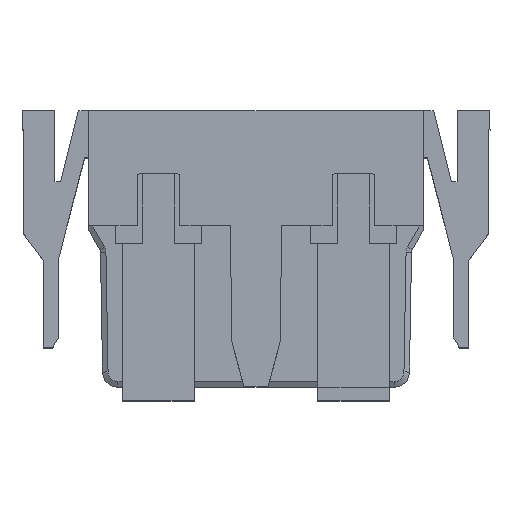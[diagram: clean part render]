
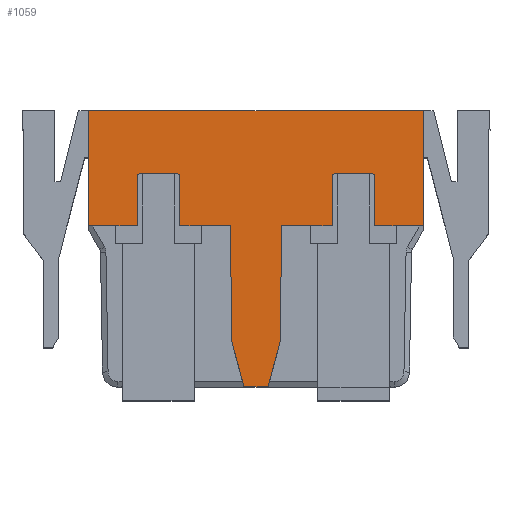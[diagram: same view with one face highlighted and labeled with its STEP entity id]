
A CAD part, top view. The second image highlights one B-rep face of the part: STEP entity #1059.
In plain terms, the highlighted planar face has unit normal (0, 0, 1).
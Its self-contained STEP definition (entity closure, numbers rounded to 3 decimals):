
#874=AXIS2_PLACEMENT_3D('Circle Axis2P3D',#872,#873,$) ;
#888=AXIS2_PLACEMENT_3D('Plane Axis2P3D',#885,#886,#887) ;
#929=AXIS2_PLACEMENT_3D('Circle Axis2P3D',#927,#928,$) ;
#943=AXIS2_PLACEMENT_3D('Circle Axis2P3D',#941,#942,$) ;
#1018=AXIS2_PLACEMENT_3D('Circle Axis2P3D',#1016,#1017,$) ;
#325=CARTESIAN_POINT('Vertex',(10.55,5.25,14.35)) ;
#328=CARTESIAN_POINT('Line Origine',(8.9,5.25,14.35)) ;
#332=CARTESIAN_POINT('Vertex',(7.25,5.25,14.35)) ;
#512=CARTESIAN_POINT('Vertex',(1.1,-14.2,14.35)) ;
#515=CARTESIAN_POINT('Line Origine',(0.,-14.2,14.35)) ;
#519=CARTESIAN_POINT('Vertex',(-1.1,-14.2,14.35)) ;
#869=CARTESIAN_POINT('Vertex',(10.85,4.95,14.35)) ;
#872=CARTESIAN_POINT('Axis2P3D Location',(10.55,4.95,14.35)) ;
#885=CARTESIAN_POINT('Axis2P3D Location',(0.,0.,14.35)) ;
#890=CARTESIAN_POINT('Line Origine',(15.25,5.75,14.35)) ;
#894=CARTESIAN_POINT('Vertex',(15.25,11.,14.35)) ;
#896=CARTESIAN_POINT('Vertex',(15.25,0.5,14.35)) ;
#899=CARTESIAN_POINT('Line Origine',(0.,11.,14.35)) ;
#903=CARTESIAN_POINT('Vertex',(-15.25,11.,14.35)) ;
#906=CARTESIAN_POINT('Line Origine',(-15.25,5.75,14.35)) ;
#910=CARTESIAN_POINT('Vertex',(-15.25,0.5,14.35)) ;
#913=CARTESIAN_POINT('Line Origine',(-13.05,0.5,14.35)) ;
#917=CARTESIAN_POINT('Vertex',(-10.85,0.5,14.35)) ;
#920=CARTESIAN_POINT('Line Origine',(-10.85,2.725,14.35)) ;
#924=CARTESIAN_POINT('Vertex',(-10.85,4.95,14.35)) ;
#927=CARTESIAN_POINT('Axis2P3D Location',(-10.55,4.95,14.35)) ;
#931=CARTESIAN_POINT('Vertex',(-10.55,5.25,14.35)) ;
#934=CARTESIAN_POINT('Line Origine',(-8.9,5.25,14.35)) ;
#938=CARTESIAN_POINT('Vertex',(-7.25,5.25,14.35)) ;
#941=CARTESIAN_POINT('Axis2P3D Location',(-7.25,4.95,14.35)) ;
#945=CARTESIAN_POINT('Vertex',(-6.95,4.95,14.35)) ;
#948=CARTESIAN_POINT('Line Origine',(-6.95,2.725,14.35)) ;
#952=CARTESIAN_POINT('Vertex',(-6.95,0.5,14.35)) ;
#955=CARTESIAN_POINT('Line Origine',(-4.675,0.5,14.35)) ;
#959=CARTESIAN_POINT('Vertex',(-2.4,0.5,14.35)) ;
#962=CARTESIAN_POINT('Line Origine',(-2.361,0.5,14.35)) ;
#966=CARTESIAN_POINT('Vertex',(-2.321,0.5,14.35)) ;
#969=CARTESIAN_POINT('Line Origine',(-2.276,-4.741,14.35)) ;
#973=CARTESIAN_POINT('Vertex',(-2.23,-9.983,14.35)) ;
#976=CARTESIAN_POINT('Line Origine',(-1.665,-12.091,14.35)) ;
#981=CARTESIAN_POINT('Line Origine',(1.665,-12.091,14.35)) ;
#985=CARTESIAN_POINT('Vertex',(2.23,-9.983,14.35)) ;
#988=CARTESIAN_POINT('Line Origine',(2.276,-4.741,14.35)) ;
#992=CARTESIAN_POINT('Vertex',(2.321,0.5,14.35)) ;
#995=CARTESIAN_POINT('Line Origine',(2.361,0.5,14.35)) ;
#999=CARTESIAN_POINT('Vertex',(2.4,0.5,14.35)) ;
#1002=CARTESIAN_POINT('Line Origine',(4.675,0.5,14.35)) ;
#1006=CARTESIAN_POINT('Vertex',(6.95,0.5,14.35)) ;
#1009=CARTESIAN_POINT('Line Origine',(6.95,2.725,14.35)) ;
#1013=CARTESIAN_POINT('Vertex',(6.95,4.95,14.35)) ;
#1016=CARTESIAN_POINT('Axis2P3D Location',(7.25,4.95,14.35)) ;
#1021=CARTESIAN_POINT('Line Origine',(10.85,2.725,14.35)) ;
#1025=CARTESIAN_POINT('Vertex',(10.85,0.5,14.35)) ;
#1028=CARTESIAN_POINT('Line Origine',(13.05,0.5,14.35)) ;
#329=DIRECTION('Vector Direction',(1.,0.,0.)) ;
#516=DIRECTION('Vector Direction',(1.,0.,0.)) ;
#873=DIRECTION('Axis2P3D Direction',(0.,0.,-1.)) ;
#886=DIRECTION('Axis2P3D Direction',(0.,0.,1.)) ;
#887=DIRECTION('Axis2P3D XDirection',(1.,0.,0.)) ;
#891=DIRECTION('Vector Direction',(0.,1.,0.)) ;
#900=DIRECTION('Vector Direction',(1.,0.,0.)) ;
#907=DIRECTION('Vector Direction',(0.,1.,0.)) ;
#914=DIRECTION('Vector Direction',(-1.,0.,0.)) ;
#921=DIRECTION('Vector Direction',(0.,1.,0.)) ;
#928=DIRECTION('Axis2P3D Direction',(0.,0.,1.)) ;
#935=DIRECTION('Vector Direction',(-1.,0.,0.)) ;
#942=DIRECTION('Axis2P3D Direction',(0.,0.,1.)) ;
#949=DIRECTION('Vector Direction',(0.,-1.,0.)) ;
#956=DIRECTION('Vector Direction',(-1.,0.,0.)) ;
#963=DIRECTION('Vector Direction',(1.,0.,0.)) ;
#970=DIRECTION('Vector Direction',(0.009,-1.,0.)) ;
#977=DIRECTION('Vector Direction',(0.259,-0.966,0.)) ;
#982=DIRECTION('Vector Direction',(-0.259,-0.966,0.)) ;
#989=DIRECTION('Vector Direction',(-0.009,-1.,0.)) ;
#996=DIRECTION('Vector Direction',(1.,0.,0.)) ;
#1003=DIRECTION('Vector Direction',(-1.,0.,0.)) ;
#1010=DIRECTION('Vector Direction',(0.,-1.,0.)) ;
#1017=DIRECTION('Axis2P3D Direction',(0.,0.,1.)) ;
#1022=DIRECTION('Vector Direction',(0.,1.,0.)) ;
#1029=DIRECTION('Vector Direction',(-1.,0.,0.)) ;
#330=VECTOR('Line Direction',#329,1.) ;
#517=VECTOR('Line Direction',#516,1.) ;
#892=VECTOR('Line Direction',#891,1.) ;
#901=VECTOR('Line Direction',#900,1.) ;
#908=VECTOR('Line Direction',#907,1.) ;
#915=VECTOR('Line Direction',#914,1.) ;
#922=VECTOR('Line Direction',#921,1.) ;
#936=VECTOR('Line Direction',#935,1.) ;
#950=VECTOR('Line Direction',#949,1.) ;
#957=VECTOR('Line Direction',#956,1.) ;
#964=VECTOR('Line Direction',#963,1.) ;
#971=VECTOR('Line Direction',#970,1.) ;
#978=VECTOR('Line Direction',#977,1.) ;
#983=VECTOR('Line Direction',#982,1.) ;
#990=VECTOR('Line Direction',#989,1.) ;
#997=VECTOR('Line Direction',#996,1.) ;
#1004=VECTOR('Line Direction',#1003,1.) ;
#1011=VECTOR('Line Direction',#1010,1.) ;
#1023=VECTOR('Line Direction',#1022,1.) ;
#1030=VECTOR('Line Direction',#1029,1.) ;
#1034=ORIENTED_EDGE('',*,*,#898,.F.) ;
#1035=ORIENTED_EDGE('',*,*,#905,.F.) ;
#1036=ORIENTED_EDGE('',*,*,#912,.F.) ;
#1037=ORIENTED_EDGE('',*,*,#919,.T.) ;
#1038=ORIENTED_EDGE('',*,*,#926,.F.) ;
#1039=ORIENTED_EDGE('',*,*,#933,.T.) ;
#1040=ORIENTED_EDGE('',*,*,#940,.F.) ;
#1041=ORIENTED_EDGE('',*,*,#947,.T.) ;
#1042=ORIENTED_EDGE('',*,*,#954,.F.) ;
#1043=ORIENTED_EDGE('',*,*,#961,.T.) ;
#1044=ORIENTED_EDGE('',*,*,#968,.F.) ;
#1045=ORIENTED_EDGE('',*,*,#975,.T.) ;
#1046=ORIENTED_EDGE('',*,*,#980,.T.) ;
#1047=ORIENTED_EDGE('',*,*,#521,.T.) ;
#1048=ORIENTED_EDGE('',*,*,#987,.F.) ;
#1049=ORIENTED_EDGE('',*,*,#994,.F.) ;
#1050=ORIENTED_EDGE('',*,*,#1001,.F.) ;
#1051=ORIENTED_EDGE('',*,*,#1008,.T.) ;
#1052=ORIENTED_EDGE('',*,*,#1015,.F.) ;
#1053=ORIENTED_EDGE('',*,*,#1020,.T.) ;
#1054=ORIENTED_EDGE('',*,*,#334,.F.) ;
#1055=ORIENTED_EDGE('',*,*,#876,.T.) ;
#1056=ORIENTED_EDGE('',*,*,#1027,.F.) ;
#1057=ORIENTED_EDGE('',*,*,#1032,.T.) ;
#1059=ADVANCED_FACE('Hauptkoerper',(#1058),#889,.T.) ;
#875=CIRCLE('generated circle',#874,0.3) ;
#930=CIRCLE('generated circle',#929,0.3) ;
#944=CIRCLE('generated circle',#943,0.3) ;
#1019=CIRCLE('generated circle',#1018,0.3) ;
#334=EDGE_CURVE('',#326,#333,#331,.F.) ;
#521=EDGE_CURVE('',#520,#513,#518,.T.) ;
#876=EDGE_CURVE('',#326,#870,#875,.T.) ;
#898=EDGE_CURVE('',#895,#897,#893,.F.) ;
#905=EDGE_CURVE('',#904,#895,#902,.T.) ;
#912=EDGE_CURVE('',#911,#904,#909,.T.) ;
#919=EDGE_CURVE('',#911,#918,#916,.F.) ;
#926=EDGE_CURVE('',#925,#918,#923,.F.) ;
#933=EDGE_CURVE('',#925,#932,#930,.F.) ;
#940=EDGE_CURVE('',#939,#932,#937,.T.) ;
#947=EDGE_CURVE('',#939,#946,#944,.F.) ;
#954=EDGE_CURVE('',#953,#946,#951,.F.) ;
#961=EDGE_CURVE('',#953,#960,#958,.F.) ;
#968=EDGE_CURVE('',#967,#960,#965,.F.) ;
#975=EDGE_CURVE('',#967,#974,#972,.T.) ;
#980=EDGE_CURVE('',#974,#520,#979,.T.) ;
#987=EDGE_CURVE('',#986,#513,#984,.T.) ;
#994=EDGE_CURVE('',#993,#986,#991,.T.) ;
#1001=EDGE_CURVE('',#1000,#993,#998,.F.) ;
#1008=EDGE_CURVE('',#1000,#1007,#1005,.F.) ;
#1015=EDGE_CURVE('',#1014,#1007,#1012,.T.) ;
#1020=EDGE_CURVE('',#1014,#333,#1019,.F.) ;
#1027=EDGE_CURVE('',#1026,#870,#1024,.T.) ;
#1032=EDGE_CURVE('',#1026,#897,#1031,.F.) ;
#1033=EDGE_LOOP('',(#1034,#1035,#1036,#1037,#1038,#1039,#1040,#1041,#1042,#1043,#1044,#1045,#1046,#1047,#1048,#1049,#1050,#1051,#1052,#1053,#1054,#1055,#1056,#1057)) ;
#1058=FACE_OUTER_BOUND('',#1033,.T.) ;
#331=LINE('Line',#328,#330) ;
#518=LINE('Line',#515,#517) ;
#893=LINE('Line',#890,#892) ;
#902=LINE('Line',#899,#901) ;
#909=LINE('Line',#906,#908) ;
#916=LINE('Line',#913,#915) ;
#923=LINE('Line',#920,#922) ;
#937=LINE('Line',#934,#936) ;
#951=LINE('Line',#948,#950) ;
#958=LINE('Line',#955,#957) ;
#965=LINE('Line',#962,#964) ;
#972=LINE('Line',#969,#971) ;
#979=LINE('Line',#976,#978) ;
#984=LINE('Line',#981,#983) ;
#991=LINE('Line',#988,#990) ;
#998=LINE('Line',#995,#997) ;
#1005=LINE('Line',#1002,#1004) ;
#1012=LINE('Line',#1009,#1011) ;
#1024=LINE('Line',#1021,#1023) ;
#1031=LINE('Line',#1028,#1030) ;
#889=PLANE('',#888) ;
#326=VERTEX_POINT('',#325) ;
#333=VERTEX_POINT('',#332) ;
#513=VERTEX_POINT('',#512) ;
#520=VERTEX_POINT('',#519) ;
#870=VERTEX_POINT('',#869) ;
#895=VERTEX_POINT('',#894) ;
#897=VERTEX_POINT('',#896) ;
#904=VERTEX_POINT('',#903) ;
#911=VERTEX_POINT('',#910) ;
#918=VERTEX_POINT('',#917) ;
#925=VERTEX_POINT('',#924) ;
#932=VERTEX_POINT('',#931) ;
#939=VERTEX_POINT('',#938) ;
#946=VERTEX_POINT('',#945) ;
#953=VERTEX_POINT('',#952) ;
#960=VERTEX_POINT('',#959) ;
#967=VERTEX_POINT('',#966) ;
#974=VERTEX_POINT('',#973) ;
#986=VERTEX_POINT('',#985) ;
#993=VERTEX_POINT('',#992) ;
#1000=VERTEX_POINT('',#999) ;
#1007=VERTEX_POINT('',#1006) ;
#1014=VERTEX_POINT('',#1013) ;
#1026=VERTEX_POINT('',#1025) ;
